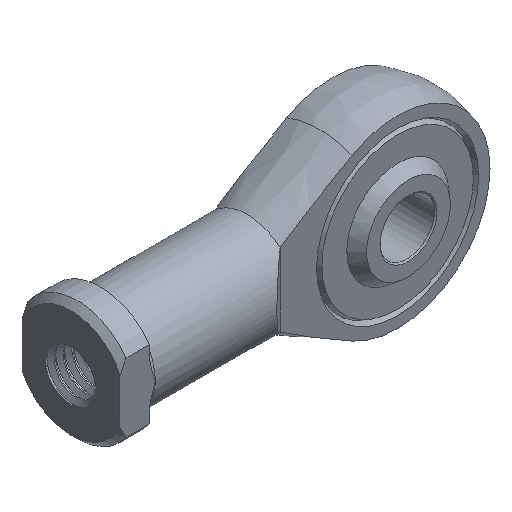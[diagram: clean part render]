
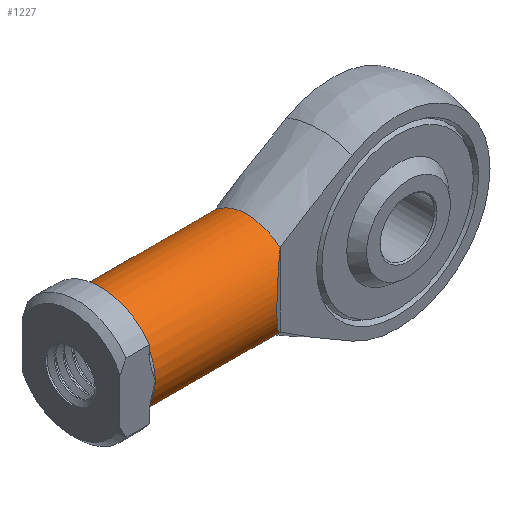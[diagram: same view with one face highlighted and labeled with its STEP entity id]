
A CAD part, isometric view. The second image highlights one B-rep face of the part: STEP entity #1227.
In plain terms, the highlighted cylindrical face has radius 4.5 mm (diameter 9 mm), a full revolution.
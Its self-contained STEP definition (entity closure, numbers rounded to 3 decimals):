
#18=ELLIPSE('',#1335,7.001,4.5);
#19=ELLIPSE('',#1343,7.001,4.5);
#95=CIRCLE('',#1330,4.5);
#96=CIRCLE('',#1332,4.5);
#97=CIRCLE('',#1333,4.5);
#101=CIRCLE('',#1342,4.5);
#102=CIRCLE('',#1344,4.5);
#103=CIRCLE('',#1345,4.5);
#171=FACE_OUTER_BOUND('',#248,.T.);
#248=EDGE_LOOP('',(#982,#983,#984,#985,#986,#987,#988,#989,#990,#991));
#393=LINE('',#16198,#451);
#451=VECTOR('',#1582,4.5);
#553=VERTEX_POINT('',#16097);
#556=VERTEX_POINT('',#16161);
#559=VERTEX_POINT('',#16180);
#560=VERTEX_POINT('',#16184);
#561=VERTEX_POINT('',#16185);
#564=VERTEX_POINT('',#16197);
#565=VERTEX_POINT('',#16199);
#566=VERTEX_POINT('',#16201);
#719=EDGE_CURVE('',#556,#553,#95,.T.);
#720=EDGE_CURVE('',#559,#556,#96,.T.);
#721=EDGE_CURVE('',#553,#559,#97,.T.);
#722=EDGE_CURVE('',#560,#561,#18,.T.);
#728=EDGE_CURVE('',#559,#564,#393,.T.);
#729=EDGE_CURVE('',#565,#564,#101,.T.);
#730=EDGE_CURVE('',#566,#565,#19,.T.);
#731=EDGE_CURVE('',#560,#566,#102,.T.);
#732=EDGE_CURVE('',#564,#561,#103,.T.);
#982=ORIENTED_EDGE('',*,*,#719,.T.);
#983=ORIENTED_EDGE('',*,*,#721,.T.);
#984=ORIENTED_EDGE('',*,*,#728,.T.);
#985=ORIENTED_EDGE('',*,*,#729,.F.);
#986=ORIENTED_EDGE('',*,*,#730,.F.);
#987=ORIENTED_EDGE('',*,*,#731,.F.);
#988=ORIENTED_EDGE('',*,*,#722,.T.);
#989=ORIENTED_EDGE('',*,*,#732,.F.);
#990=ORIENTED_EDGE('',*,*,#728,.F.);
#991=ORIENTED_EDGE('',*,*,#720,.T.);
#1173=CYLINDRICAL_SURFACE('',#1341,4.5);
#1227=ADVANCED_FACE('',(#171),#1173,.T.);
#1330=AXIS2_PLACEMENT_3D('',#16178,#1556,#1557);
#1332=AXIS2_PLACEMENT_3D('',#16181,#1560,#1561);
#1333=AXIS2_PLACEMENT_3D('',#16182,#1562,#1563);
#1335=AXIS2_PLACEMENT_3D('',#16186,#1566,#1567);
#1341=AXIS2_PLACEMENT_3D('',#16196,#1580,#1581);
#1342=AXIS2_PLACEMENT_3D('',#16200,#1583,#1584);
#1343=AXIS2_PLACEMENT_3D('',#16202,#1585,#1586);
#1344=AXIS2_PLACEMENT_3D('',#16203,#1587,#1588);
#1345=AXIS2_PLACEMENT_3D('',#16204,#1589,#1590);
#1556=DIRECTION('center_axis',(1.,0.,0.));
#1557=DIRECTION('ref_axis',(0.,1.,0.));
#1560=DIRECTION('center_axis',(1.,0.,0.));
#1561=DIRECTION('ref_axis',(0.,1.,0.));
#1562=DIRECTION('center_axis',(1.,0.,0.));
#1563=DIRECTION('ref_axis',(0.,1.,0.));
#1566=DIRECTION('center_axis',(-0.643,0.766,0.));
#1567=DIRECTION('ref_axis',(-0.766,-0.643,0.));
#1580=DIRECTION('center_axis',(-1.,0.,0.));
#1581=DIRECTION('ref_axis',(0.,0.,-1.));
#1582=DIRECTION('',(1.,0.,0.));
#1583=DIRECTION('center_axis',(1.,0.,0.));
#1584=DIRECTION('ref_axis',(0.,-1.,0.));
#1585=DIRECTION('center_axis',(0.643,0.766,0.));
#1586=DIRECTION('ref_axis',(-0.766,0.643,0.));
#1587=DIRECTION('center_axis',(1.,0.,0.));
#1588=DIRECTION('ref_axis',(0.,-1.,0.));
#1589=DIRECTION('center_axis',(1.,0.,0.));
#1590=DIRECTION('ref_axis',(0.,-1.,0.));
#16097=CARTESIAN_POINT('',(3.25,4.5,0.));
#16161=CARTESIAN_POINT('',(3.25,-4.5,0.));
#16178=CARTESIAN_POINT('Origin',(3.25,0.,0.));
#16180=CARTESIAN_POINT('',(3.25,0.,4.5));
#16181=CARTESIAN_POINT('Origin',(3.25,0.,0.));
#16182=CARTESIAN_POINT('Origin',(3.25,0.,0.));
#16184=CARTESIAN_POINT('',(16.2,-3.,-3.354));
#16185=CARTESIAN_POINT('',(16.2,-3.,3.354));
#16186=CARTESIAN_POINT('Origin',(19.775,0.,0.));
#16196=CARTESIAN_POINT('Origin',(9.725,0.,0.));
#16197=CARTESIAN_POINT('',(16.2,0.,4.5));
#16198=CARTESIAN_POINT('',(9.725,0.,4.5));
#16199=CARTESIAN_POINT('',(16.2,3.,3.354));
#16200=CARTESIAN_POINT('Origin',(16.2,0.,0.));
#16201=CARTESIAN_POINT('',(16.2,3.,-3.354));
#16202=CARTESIAN_POINT('Origin',(19.775,0.,0.));
#16203=CARTESIAN_POINT('Origin',(16.2,0.,0.));
#16204=CARTESIAN_POINT('Origin',(16.2,0.,0.));
